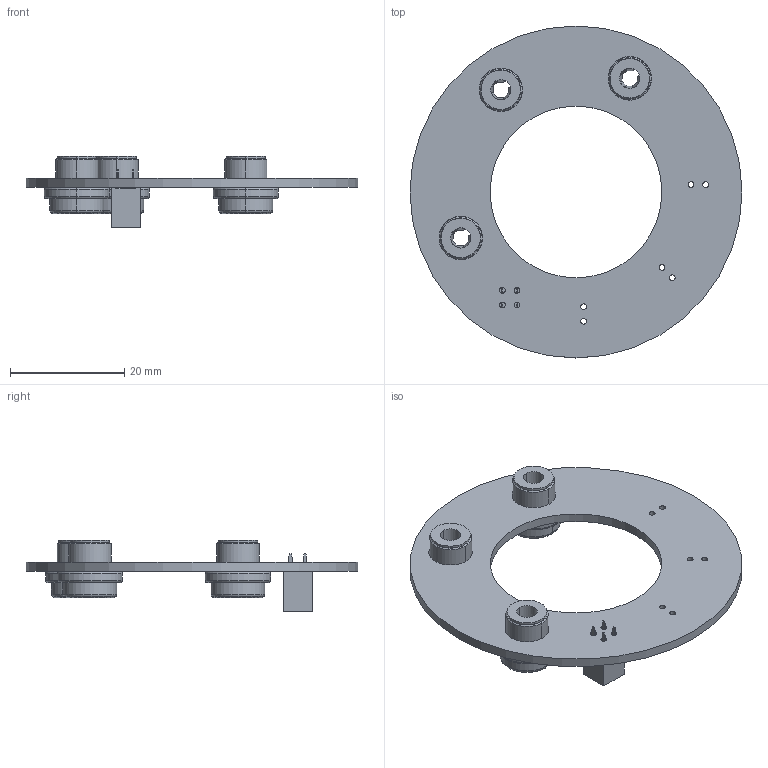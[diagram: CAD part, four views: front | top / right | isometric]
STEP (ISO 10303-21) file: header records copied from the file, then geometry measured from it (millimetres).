
FILE_DESCRIPTION(('KiCad electronic assembly'),'2;1');
FILE_NAME('_____ _______.step','2023-12-05T15:57:31',('Pcbnew'),('Kicad' ),'Open CASCADE STEP processor 7.6','KiCad to STEP converter', 'Unknown');
FILE_SCHEMA(('AUTOMOTIVE_DESIGN { 1 0 10303 214 1 1 1 1 }'));
Length unit declared in the file: millimetre
Products named in the file (6): _____ _______ 1; 2043180018; SOLID; PinSocket_2x02_P2.54mm_Vertical; _autosave-ÐÐ»Ð°ÑÐ° Ð¾Ð±Ð¼Ð¾ÑÐ¾Ðº PCB
Assembly tree (7 placements, depth 3):
  _____ _______ 1
    2043180018  x3
      SOLID
    PinSocket_2x02_P2.54mm_Vertical
      SOLID
    _autosave-ÐÐ»Ð°ÑÐ° Ð¾Ð±Ð¼Ð¾ÑÐ¾Ðº PCB
Bounding box: 58 x 58 x 12.45 mm (x, y, z)
Volume: 4583.9 mm3; surface area: 6123.3 mm2
Topology: 5 solids, 26 shells, 709 faces, 2075 edges, 1454 vertices
Faces by surface type: plane 298, cylinder 213, torus 144, bspline 42, cone 12
Full cylindrical faces by diameter (mm): 1 x10, 7.6 x3, 30 x1, 58 x1
Entity records: 34207 total; most frequent: CARTESIAN_POINT 15099, DIRECTION 3027, ORIENTED_EDGE 1902, PCURVE 1902, DEFINITIONAL_REPRESENTATION 1902, LINE 1843, VECTOR 1843, EDGE_CURVE 951
